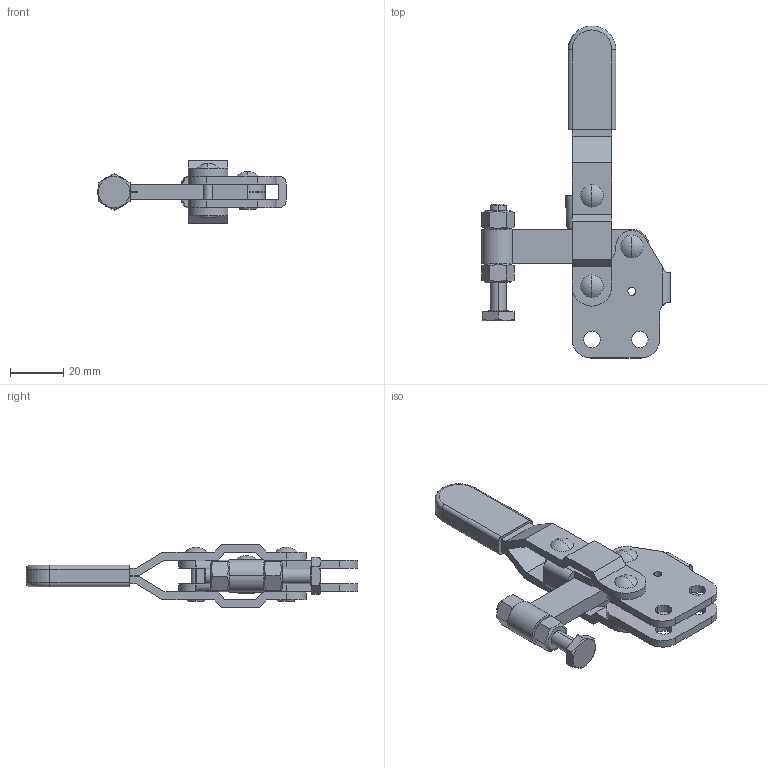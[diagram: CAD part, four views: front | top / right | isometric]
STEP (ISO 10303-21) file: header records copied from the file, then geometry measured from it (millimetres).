
FILE_DESCRIPTION (( 'STEP AP214' ), '1' );
FILE_NAME ('GH-12401(Â²¤Æ)-1.STEP', '2020-05-22T05:13:11', ( 'LinWei' ), ( '' ), 'SwSTEP 2.0', 'SolidWorks 2016', '' );
FILE_SCHEMA (( 'AUTOMOTIVE_DESIGN' ));
Length unit declared in the file: millimetre
Products named in the file (6): Group5^GH-12401(簡化)-1; Group2^GH-12401(簡化)-1; 11140108-1^GH-12401(簡化)-1; Group1^GH-12401(簡化)-1; Group4^GH-12401(簡化)-1; GH-12401(簡化)-1
Assembly tree (5 placements, depth 2):
  GH-12401(簡化)-1
    Group4^GH-12401(簡化)-1
    Group1^GH-12401(簡化)-1
    11140108-1^GH-12401(簡化)-1
    Group2^GH-12401(簡化)-1
    Group5^GH-12401(簡化)-1
Bounding box: 71.03 x 125 x 24 mm (x, y, z)
Volume: 29673.2 mm3; surface area: 21782 mm2
Topology: 5 solids, 5 shells, 220 faces, 576 edges, 382 vertices
Faces by surface type: plane 99, cylinder 89, torus 12, cone 12, sphere 8
Entity records: 7978 total; most frequent: CARTESIAN_POINT 1522, DIRECTION 1222, ORIENTED_EDGE 1152, EDGE_CURVE 576, AXIS2_PLACEMENT_3D 462, VERTEX_POINT 382, LINE 298, VECTOR 298
